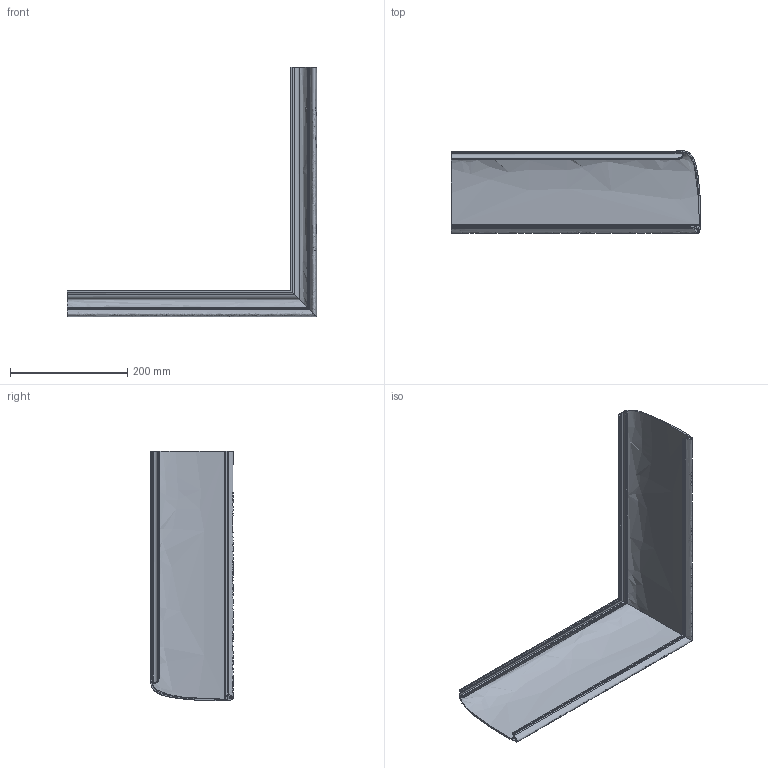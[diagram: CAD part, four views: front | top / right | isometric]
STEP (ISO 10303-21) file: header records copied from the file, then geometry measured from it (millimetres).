
FILE_DESCRIPTION (( 'STEP AP214' ), '1' );
FILE_NAME ('6115855.stp', '2016-06-21T09:04:19', ( '' ), ( '' ), 'SwSTEP 2.0', 'SolidWorks 2014', '' );
FILE_SCHEMA (( 'AUTOMOTIVE_DESIGN' ));
Length unit declared in the file: millimetre
Products named in the file (3): 6115855; 047641_L=999
Assembly tree (2 placements, depth 2):
  6115855
    047641_L=999
    047641_L=999
Bounding box: 425.22 x 139.81 x 425.42 mm (x, y, z)
Volume: 267806 mm3; surface area: 343544.1 mm2
Topology: 2 solids, 2 shells, 108 faces, 312 edges, 208 vertices
Faces by surface type: plane 52, cylinder 46, bspline 10
Entity records: 4408 total; most frequent: CARTESIAN_POINT 1617, ORIENTED_EDGE 624, DIRECTION 498, EDGE_CURVE 312, VERTEX_POINT 208, LINE 200, VECTOR 200, AXIS2_PLACEMENT_3D 149
